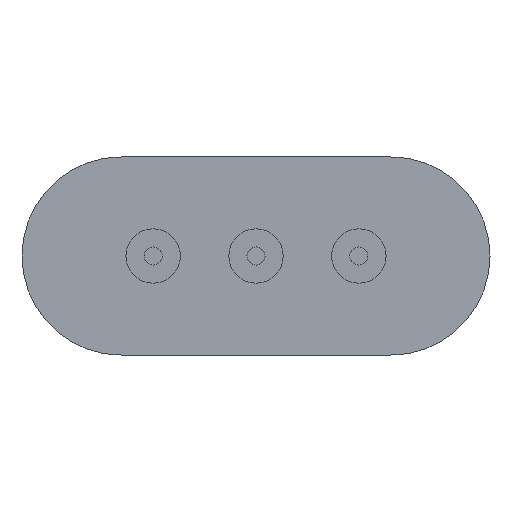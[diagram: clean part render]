
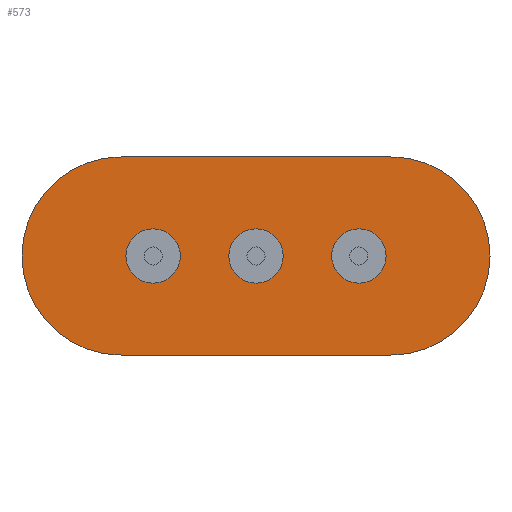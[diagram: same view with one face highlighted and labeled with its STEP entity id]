
A CAD part, front view. The second image highlights one B-rep face of the part: STEP entity #573.
In plain terms, the highlighted planar face has unit normal (0, -1, 0).
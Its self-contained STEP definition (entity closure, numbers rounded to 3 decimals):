
#35 = AXIS2_PLACEMENT_3D ( 'NONE', #235, #943, #126 ) ;
#60 = CARTESIAN_POINT ( 'NONE',  ( -2.44, 0., 0.645 ) ) ;
#75 = EDGE_CURVE ( 'NONE', #928, #1014, #444, .T. ) ;
#85 = EDGE_LOOP ( 'NONE', ( #796, #912 ) ) ;
#105 = VERTEX_POINT ( 'NONE', #468 ) ;
#108 = EDGE_CURVE ( 'NONE', #105, #370, #175, .T. ) ;
#126 = DIRECTION ( 'NONE',  ( 0., 0., 1. ) ) ;
#141 = CARTESIAN_POINT ( 'NONE',  ( -2.44, 0., 0. ) ) ;
#164 = EDGE_LOOP ( 'NONE', ( #507, #327, #210, #978 ) ) ;
#165 = CARTESIAN_POINT ( 'NONE',  ( -2.44, 0., -0.645 ) ) ;
#175 = CIRCLE ( 'NONE', #359, 0.645 ) ;
#188 = CARTESIAN_POINT ( 'NONE',  ( 3.2, 0., 2.35 ) ) ;
#189 = FACE_OUTER_BOUND ( 'NONE', #164, .T. ) ;
#210 = ORIENTED_EDGE ( 'NONE', *, *, #420, .F. ) ;
#233 = DIRECTION ( 'NONE',  ( 0., 0., -1. ) ) ;
#234 = AXIS2_PLACEMENT_3D ( 'NONE', #141, #1137, #233 ) ;
#235 = CARTESIAN_POINT ( 'NONE',  ( 3.2, 0., 0. ) ) ;
#247 = VERTEX_POINT ( 'NONE', #188 ) ;
#261 = DIRECTION ( 'NONE',  ( 0., 0., -1. ) ) ;
#264 = CARTESIAN_POINT ( 'NONE',  ( -3.2, 0., -2.35 ) ) ;
#286 = CIRCLE ( 'NONE', #900, 0.645 ) ;
#327 = ORIENTED_EDGE ( 'NONE', *, *, #813, .F. ) ;
#341 = EDGE_LOOP ( 'NONE', ( #980, #1012 ) ) ;
#344 = DIRECTION ( 'NONE',  ( 0., 0., -1. ) ) ;
#347 = DIRECTION ( 'NONE',  ( 0., 1., 0. ) ) ;
#359 = AXIS2_PLACEMENT_3D ( 'NONE', #870, #1274, #1081 ) ;
#362 = VECTOR ( 'NONE', #711, 1000. ) ;
#370 = VERTEX_POINT ( 'NONE', #812 ) ;
#405 = CARTESIAN_POINT ( 'NONE',  ( -3.2, 0., -2.35 ) ) ;
#420 = EDGE_CURVE ( 'NONE', #247, #995, #650, .T. ) ;
#438 = DIRECTION ( 'NONE',  ( 0., 0., -1. ) ) ;
#444 = CIRCLE ( 'NONE', #1097, 0.645 ) ;
#468 = CARTESIAN_POINT ( 'NONE',  ( 2.44, 0., -0.645 ) ) ;
#478 = EDGE_CURVE ( 'NONE', #1014, #928, #631, .T. ) ;
#492 = EDGE_CURVE ( 'NONE', #370, #105, #582, .T. ) ;
#497 = AXIS2_PLACEMENT_3D ( 'NONE', #958, #347, #968 ) ;
#507 = ORIENTED_EDGE ( 'NONE', *, *, #612, .F. ) ;
#514 = VECTOR ( 'NONE', #610, 1000. ) ;
#541 = DIRECTION ( 'NONE',  ( 0., 0., 1. ) ) ;
#543 = AXIS2_PLACEMENT_3D ( 'NONE', #854, #752, #541 ) ;
#553 = EDGE_LOOP ( 'NONE', ( #1105, #1249 ) ) ;
#556 = VERTEX_POINT ( 'NONE', #848 ) ;
#559 = CARTESIAN_POINT ( 'NONE',  ( 0., 0., 0. ) ) ;
#573 = ADVANCED_FACE ( 'NONE', ( #1179, #1036, #1007, #189 ), #1075, .F. ) ;
#582 = CIRCLE ( 'NONE', #1273, 0.645 ) ;
#610 = DIRECTION ( 'NONE',  ( -1., 0., 0. ) ) ;
#612 = EDGE_CURVE ( 'NONE', #1029, #913, #746, .T. ) ;
#625 = CARTESIAN_POINT ( 'NONE',  ( -3.2, 0., 2.35 ) ) ;
#629 = LINE ( 'NONE', #1228, #362 ) ;
#631 = CIRCLE ( 'NONE', #234, 0.645 ) ;
#650 = CIRCLE ( 'NONE', #35, 2.35 ) ;
#651 = CARTESIAN_POINT ( 'NONE',  ( 2.44, 0., 0. ) ) ;
#655 = VERTEX_POINT ( 'NONE', #1015 ) ;
#680 = CIRCLE ( 'NONE', #1266, 0.645 ) ;
#711 = DIRECTION ( 'NONE',  ( 1., 0., 0. ) ) ;
#746 = CIRCLE ( 'NONE', #497, 2.35 ) ;
#752 = DIRECTION ( 'NONE',  ( 0., 1., 0. ) ) ;
#765 = EDGE_CURVE ( 'NONE', #913, #247, #629, .T. ) ;
#796 = ORIENTED_EDGE ( 'NONE', *, *, #108, .F. ) ;
#812 = CARTESIAN_POINT ( 'NONE',  ( 2.44, 0., 0.645 ) ) ;
#813 = EDGE_CURVE ( 'NONE', #995, #1029, #1144, .T. ) ;
#831 = CARTESIAN_POINT ( 'NONE',  ( 0., 0., 0. ) ) ;
#848 = CARTESIAN_POINT ( 'NONE',  ( 0., 0., -0.645 ) ) ;
#854 = CARTESIAN_POINT ( 'NONE',  ( -3.2, 0., 0. ) ) ;
#862 = EDGE_CURVE ( 'NONE', #556, #655, #286, .T. ) ;
#870 = CARTESIAN_POINT ( 'NONE',  ( 2.44, 0., 0. ) ) ;
#900 = AXIS2_PLACEMENT_3D ( 'NONE', #831, #1037, #438 ) ;
#912 = ORIENTED_EDGE ( 'NONE', *, *, #492, .F. ) ;
#913 = VERTEX_POINT ( 'NONE', #625 ) ;
#928 = VERTEX_POINT ( 'NONE', #165 ) ;
#943 = DIRECTION ( 'NONE',  ( 0., 1., 0. ) ) ;
#958 = CARTESIAN_POINT ( 'NONE',  ( -3.2, 0., 0. ) ) ;
#967 = DIRECTION ( 'NONE',  ( 0., -1., 0. ) ) ;
#968 = DIRECTION ( 'NONE',  ( 0., 0., 1. ) ) ;
#971 = DIRECTION ( 'NONE',  ( 0., -1., 0. ) ) ;
#974 = EDGE_CURVE ( 'NONE', #655, #556, #680, .T. ) ;
#978 = ORIENTED_EDGE ( 'NONE', *, *, #765, .F. ) ;
#980 = ORIENTED_EDGE ( 'NONE', *, *, #862, .F. ) ;
#995 = VERTEX_POINT ( 'NONE', #1178 ) ;
#1007 = FACE_BOUND ( 'NONE', #341, .T. ) ;
#1012 = ORIENTED_EDGE ( 'NONE', *, *, #974, .F. ) ;
#1014 = VERTEX_POINT ( 'NONE', #60 ) ;
#1015 = CARTESIAN_POINT ( 'NONE',  ( 0., 0., 0.645 ) ) ;
#1029 = VERTEX_POINT ( 'NONE', #264 ) ;
#1036 = FACE_BOUND ( 'NONE', #85, .T. ) ;
#1037 = DIRECTION ( 'NONE',  ( 0., -1., 0. ) ) ;
#1075 = PLANE ( 'NONE',  #543 ) ;
#1077 = DIRECTION ( 'NONE',  ( 0., 0., -1. ) ) ;
#1081 = DIRECTION ( 'NONE',  ( 0., 0., -1. ) ) ;
#1097 = AXIS2_PLACEMENT_3D ( 'NONE', #1287, #1282, #1077 ) ;
#1105 = ORIENTED_EDGE ( 'NONE', *, *, #75, .F. ) ;
#1137 = DIRECTION ( 'NONE',  ( 0., -1., 0. ) ) ;
#1144 = LINE ( 'NONE', #405, #514 ) ;
#1178 = CARTESIAN_POINT ( 'NONE',  ( 3.2, 0., -2.35 ) ) ;
#1179 = FACE_BOUND ( 'NONE', #553, .T. ) ;
#1228 = CARTESIAN_POINT ( 'NONE',  ( -3.2, 0., 2.35 ) ) ;
#1249 = ORIENTED_EDGE ( 'NONE', *, *, #478, .F. ) ;
#1266 = AXIS2_PLACEMENT_3D ( 'NONE', #559, #967, #344 ) ;
#1273 = AXIS2_PLACEMENT_3D ( 'NONE', #651, #971, #261 ) ;
#1274 = DIRECTION ( 'NONE',  ( 0., -1., 0. ) ) ;
#1282 = DIRECTION ( 'NONE',  ( 0., -1., 0. ) ) ;
#1287 = CARTESIAN_POINT ( 'NONE',  ( -2.44, 0., 0. ) ) ;
